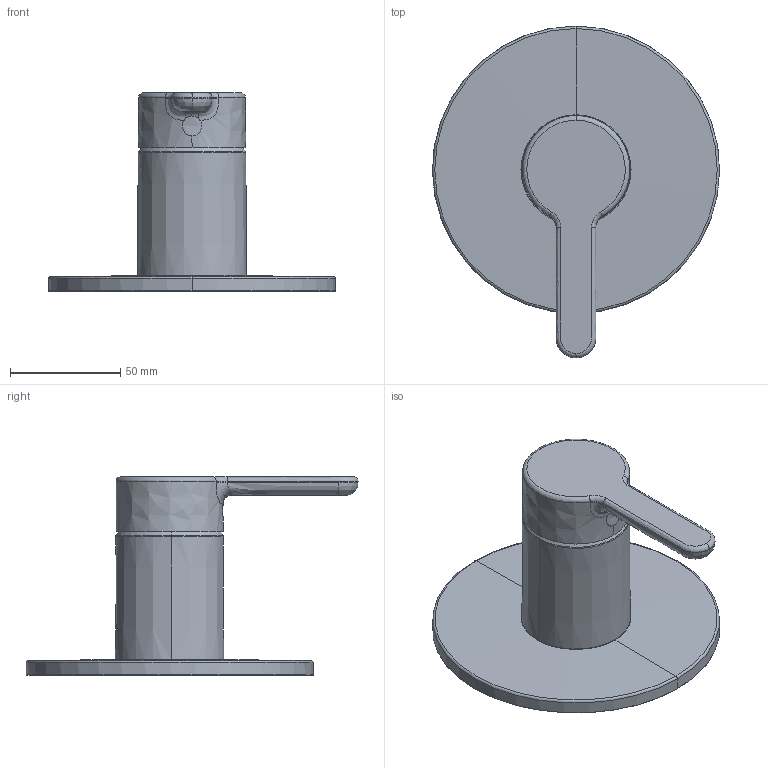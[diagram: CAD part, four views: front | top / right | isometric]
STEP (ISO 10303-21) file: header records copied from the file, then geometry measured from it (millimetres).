
FILE_DESCRIPTION (( 'STEP AP203' ), '1' );
FILE_NAME ('50689903.STEP', '2018-06-06T09:19:44', ( '' ), ( '' ), 'SwSTEP 2.0', 'SolidWorks 2016', '' );
FILE_SCHEMA (( 'CONFIG_CONTROL_DESIGN' ));
Length unit declared in the file: millimetre
Products named in the file (1): 50689903
Bounding box: 129.99 x 150.25 x 89.67 mm (x, y, z)
Volume: 252316.5 mm3; surface area: 44397.7 mm2
Topology: 1 solids, 1 shells, 41 faces, 95 edges, 58 vertices
Faces by surface type: bspline 22, torus 6, plane 5, sphere 4, cone 4
Entity records: 3113 total; most frequent: CARTESIAN_POINT 2252, ORIENTED_EDGE 190, DIRECTION 117, EDGE_CURVE 95, VERTEX_POINT 58, AXIS2_PLACEMENT_3D 51, B_SPLINE_CURVE_WITH_KNOTS 46, EDGE_LOOP 43
